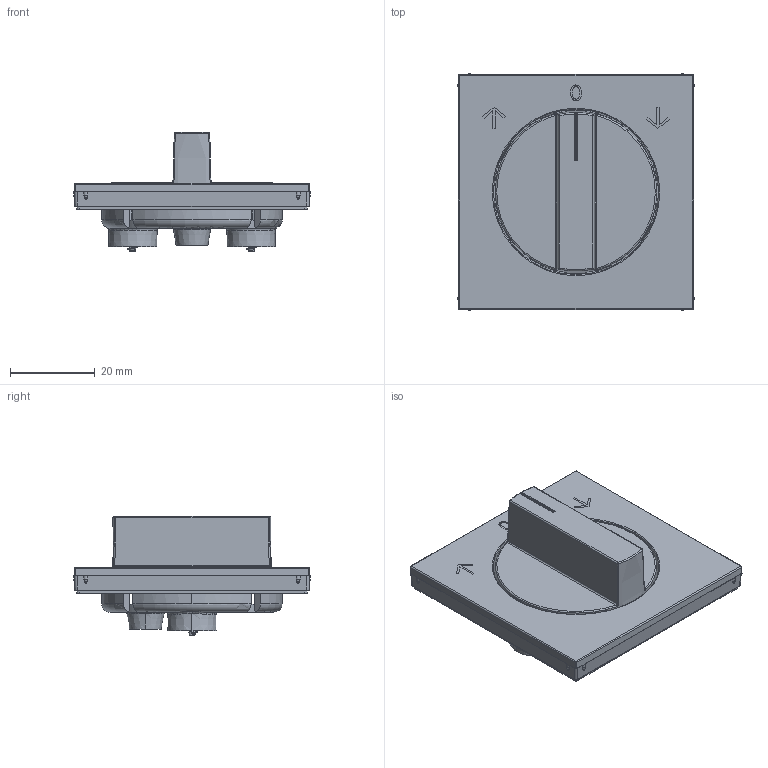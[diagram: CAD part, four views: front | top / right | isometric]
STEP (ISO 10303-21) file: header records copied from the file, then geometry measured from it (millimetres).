
FILE_DESCRIPTION((''),'2;1');
FILE_NAME('WAF1317_GEN_ASM','2025-03-19T11:29:22',('andolfs'),(''),'CREO PARAMETRIC BY PTC INC, 2023154','CREO PARAMETRIC BY PTC INC, 2023154','');
FILE_SCHEMA(('AUTOMOTIVE_DESIGN { 1 0 10303 214 1 1 1 1 }'));
Products named in the file (7): W4G0142_18; W3A0351_GEN; 9024164_GEN; 9003656000; KLEMMRING_1000003495_PAE_000_AA; 9002536000_PT-S_1000000837_PAE_000_AA; WAF1317_GEN_ASM
Assembly tree (7 placements, depth 2):
  WAF1317_GEN_ASM
    W4G0142_18
    W3A0351_GEN
    9024164_GEN
    9003656000
    KLEMMRING_1000003495_PAE_000_AA
    9002536000_PT-S_1000000837_PAE_000_AA  x2
Bounding box: 55.9 x 55.9 x 28.15 mm (x, y, z)
Volume: 15426.4 mm3; surface area: 17836.8 mm2
Topology: 13 solids, 16 shells, 1610 faces, 4394 edges, 2857 vertices
Faces by surface type: plane 1128, cylinder 209, extrusion 91, bspline 60, torus 54, cone 48, sphere 20
Entity records: 67031 total; most frequent: CARTESIAN_POINT 16454, ORIENTED_EDGE 8486, DIRECTION 7256, EDGE_CURVE 4254, VECTOR 3280, LINE 3189, VERTEX_POINT 2782, PRESENTATION_STYLE_ASSIGNMENT 2597
